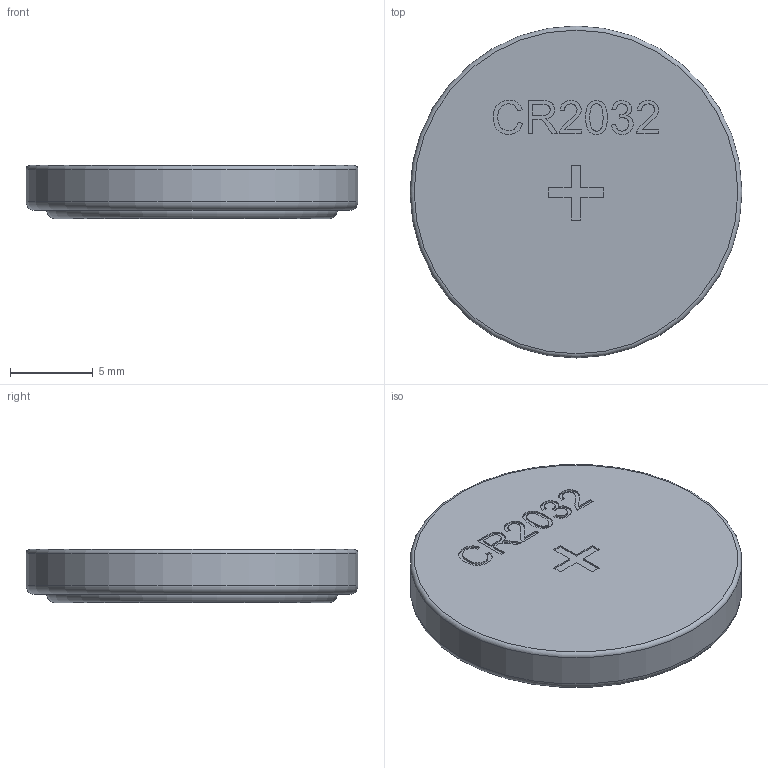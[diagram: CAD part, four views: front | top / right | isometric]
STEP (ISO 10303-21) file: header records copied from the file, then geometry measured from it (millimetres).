
FILE_DESCRIPTION(/* description */ (''),/* implementation_level */ '2;1');
FILE_NAME(/* name */ 'ButtonCell_CR2032_ReferenceModel.step',/* time_stamp */ '2022-07-25T23:44:22-04:00',/* author */ (''),/* organization */ (''),/* preprocessor_version */ 'ST-DEVELOPER v19',/* originating_system */ 'Autodesk Translation Framework v11.7.0.108',/* authorisation */ '');
FILE_SCHEMA (('AUTOMOTIVE_DESIGN { 1 0 10303 214 3 1 1 }'));
Length unit declared in the file: millimetre
Products named in the file (1): Button Cell - CR2032 - Reference
Bounding box: 20 x 20 x 3.2 mm (x, y, z)
Volume: 960.4 mm3; surface area: 800.5 mm2
Topology: 1 solids, 1 shells, 171 faces, 475 edges, 316 vertices
Faces by surface type: bspline 119, plane 48, torus 3, cylinder 1
Full cylindrical faces by diameter (mm): 20 x1
Entity records: 5640 total; most frequent: CARTESIAN_POINT 2034, ORIENTED_EDGE 950, EDGE_CURVE 475, DIRECTION 352, VERTEX_POINT 316, B_SPLINE_CURVE_WITH_KNOTS 238, LINE 228, VECTOR 228
